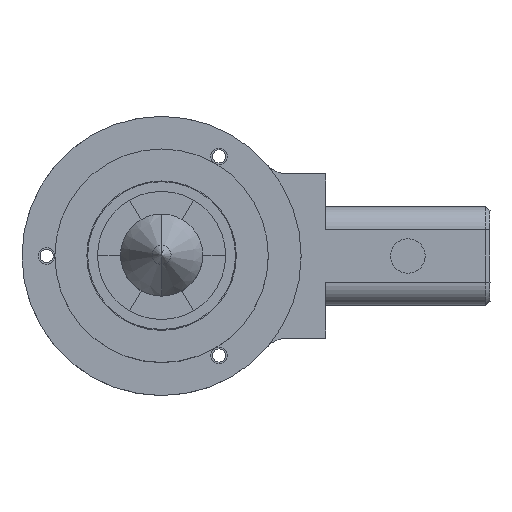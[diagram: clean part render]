
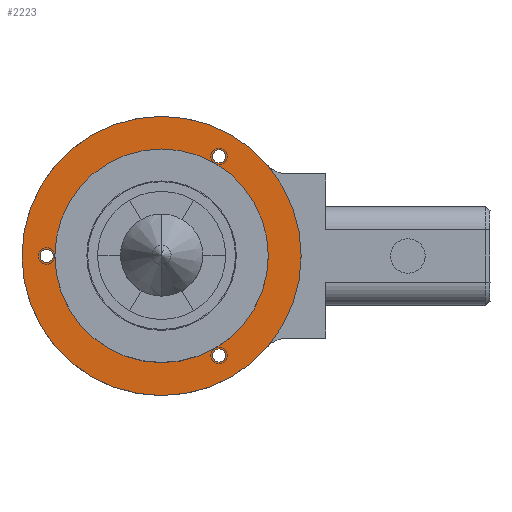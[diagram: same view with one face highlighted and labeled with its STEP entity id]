
A CAD part, top view. The second image highlights one B-rep face of the part: STEP entity #2223.
In plain terms, the highlighted planar face has unit normal (0, 0, 1).
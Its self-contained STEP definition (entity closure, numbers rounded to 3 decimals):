
#1932=CARTESIAN_POINT('',(0.,0.,-12.));
#1933=DIRECTION('',(0.,0.,-1.));
#1934=DIRECTION('',(0.,-1.,0.));
#1935=AXIS2_PLACEMENT_3D('',#1932,#1933,#1934);
#1937=CARTESIAN_POINT('',(0.,0.,-12.));
#1938=DIRECTION('',(0.,0.,-1.));
#1939=DIRECTION('',(0.,1.,0.));
#1940=AXIS2_PLACEMENT_3D('',#1937,#1938,#1939);
#1942=CARTESIAN_POINT('',(-14.,0.,-12.));
#1943=DIRECTION('',(0.,0.,-1.));
#1944=DIRECTION('',(1.,0.,0.));
#1945=AXIS2_PLACEMENT_3D('',#1942,#1943,#1944);
#1947=CARTESIAN_POINT('',(-14.,0.,-12.));
#1948=DIRECTION('',(0.,0.,-1.));
#1949=DIRECTION('',(-1.,0.,0.));
#1950=AXIS2_PLACEMENT_3D('',#1947,#1948,#1949);
#1952=CARTESIAN_POINT('',(7.,12.124,-12.));
#1953=DIRECTION('',(0.,0.,-1.));
#1954=DIRECTION('',(-0.5,-0.866,0.));
#1955=AXIS2_PLACEMENT_3D('',#1952,#1953,#1954);
#1957=CARTESIAN_POINT('',(7.,12.124,-12.));
#1958=DIRECTION('',(0.,0.,-1.));
#1959=DIRECTION('',(0.5,0.866,0.));
#1960=AXIS2_PLACEMENT_3D('',#1957,#1958,#1959);
#1962=CARTESIAN_POINT('',(7.,-12.124,-12.));
#1963=DIRECTION('',(0.,0.,-1.));
#1964=DIRECTION('',(-0.5,0.866,0.));
#1965=AXIS2_PLACEMENT_3D('',#1962,#1963,#1964);
#1967=CARTESIAN_POINT('',(7.,-12.124,-12.));
#1968=DIRECTION('',(0.,0.,-1.));
#1969=DIRECTION('',(0.5,-0.866,0.));
#1970=AXIS2_PLACEMENT_3D('',#1967,#1968,#1969);
#1972=CARTESIAN_POINT('',(0.,0.,-12.));
#1973=DIRECTION('',(0.,0.,1.));
#1974=DIRECTION('',(0.,1.,0.));
#1975=AXIS2_PLACEMENT_3D('',#1972,#1973,#1974);
#1977=CARTESIAN_POINT('',(0.,0.,-12.));
#1978=DIRECTION('',(0.,0.,1.));
#1979=DIRECTION('',(0.,-1.,0.));
#1980=AXIS2_PLACEMENT_3D('',#1977,#1978,#1979);
#2094=CARTESIAN_POINT('',(0.,-17.,-12.));
#2095=CARTESIAN_POINT('',(0.,17.,-12.));
#2096=VERTEX_POINT('',#2094);
#2097=VERTEX_POINT('',#2095);
#2098=CARTESIAN_POINT('',(0.,13.,-12.));
#2099=CARTESIAN_POINT('',(0.,-13.,-12.));
#2100=VERTEX_POINT('',#2098);
#2101=VERTEX_POINT('',#2099);
#2106=CARTESIAN_POINT('',(-13.2,0.,-12.));
#2107=CARTESIAN_POINT('',(-14.8,0.,-12.));
#2108=VERTEX_POINT('',#2106);
#2109=VERTEX_POINT('',#2107);
#2114=CARTESIAN_POINT('',(6.6,11.432,-12.));
#2115=CARTESIAN_POINT('',(7.4,12.817,-12.));
#2116=VERTEX_POINT('',#2114);
#2117=VERTEX_POINT('',#2115);
#2122=CARTESIAN_POINT('',(6.6,-11.432,-12.));
#2123=CARTESIAN_POINT('',(7.4,-12.817,-12.));
#2124=VERTEX_POINT('',#2122);
#2125=VERTEX_POINT('',#2123);
#2190=CARTESIAN_POINT('',(0.,0.,-12.));
#2191=DIRECTION('',(0.,0.,-1.));
#2192=DIRECTION('',(-1.,0.,0.));
#2193=AXIS2_PLACEMENT_3D('',#2190,#2191,#2192);
#2194=PLANE('',#2193);
#2195=ORIENTED_EDGE('',*,*,#2170,.T.);
#2196=ORIENTED_EDGE('',*,*,#2184,.T.);
#2197=EDGE_LOOP('',(#2195,#2196));
#2198=FACE_OUTER_BOUND('',#2197,.F.);
#2200=ORIENTED_EDGE('',*,*,#2199,.T.);
#2202=ORIENTED_EDGE('',*,*,#2201,.T.);
#2203=EDGE_LOOP('',(#2200,#2202));
#2204=FACE_BOUND('',#2203,.F.);
#2206=ORIENTED_EDGE('',*,*,#2205,.F.);
#2208=ORIENTED_EDGE('',*,*,#2207,.F.);
#2209=EDGE_LOOP('',(#2206,#2208));
#2210=FACE_BOUND('',#2209,.F.);
#2212=ORIENTED_EDGE('',*,*,#2211,.F.);
#2214=ORIENTED_EDGE('',*,*,#2213,.F.);
#2215=EDGE_LOOP('',(#2212,#2214));
#2216=FACE_BOUND('',#2215,.F.);
#2218=ORIENTED_EDGE('',*,*,#2217,.F.);
#2220=ORIENTED_EDGE('',*,*,#2219,.F.);
#2221=EDGE_LOOP('',(#2218,#2220));
#2222=FACE_BOUND('',#2221,.F.);
#2223=ADVANCED_FACE('',(#2198,#2204,#2210,#2216,#2222),#2194,.F.);
#1936=CIRCLE('',#1935,17.);
#1941=CIRCLE('',#1940,17.);
#1946=CIRCLE('',#1945,0.8);
#1951=CIRCLE('',#1950,0.8);
#1956=CIRCLE('',#1955,0.8);
#1961=CIRCLE('',#1960,0.8);
#1966=CIRCLE('',#1965,0.8);
#1971=CIRCLE('',#1970,0.8);
#1976=CIRCLE('',#1975,13.);
#1981=CIRCLE('',#1980,13.);
#2170=EDGE_CURVE('',#2096,#2097,#1936,.T.);
#2184=EDGE_CURVE('',#2097,#2096,#1941,.T.);
#2199=EDGE_CURVE('',#2100,#2101,#1976,.T.);
#2201=EDGE_CURVE('',#2101,#2100,#1981,.T.);
#2205=EDGE_CURVE('',#2108,#2109,#1946,.T.);
#2207=EDGE_CURVE('',#2109,#2108,#1951,.T.);
#2211=EDGE_CURVE('',#2116,#2117,#1956,.T.);
#2213=EDGE_CURVE('',#2117,#2116,#1961,.T.);
#2217=EDGE_CURVE('',#2124,#2125,#1966,.T.);
#2219=EDGE_CURVE('',#2125,#2124,#1971,.T.);
